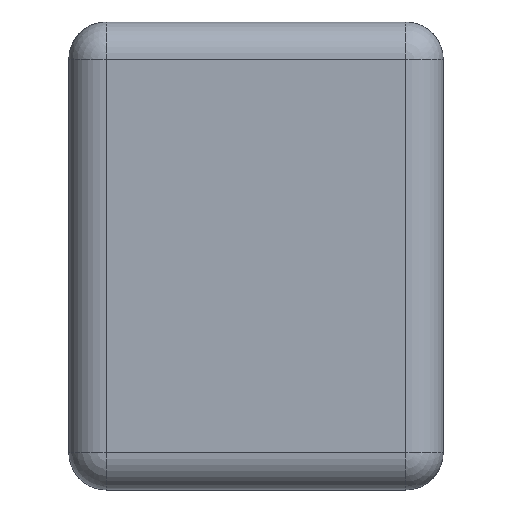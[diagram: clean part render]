
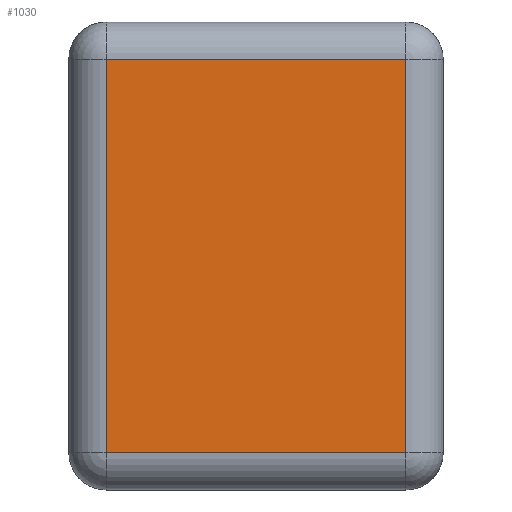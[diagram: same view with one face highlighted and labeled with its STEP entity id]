
A CAD part, left-side view. The second image highlights one B-rep face of the part: STEP entity #1030.
In plain terms, the highlighted planar face has unit normal (-1, 0, 0).
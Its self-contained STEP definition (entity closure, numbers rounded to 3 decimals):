
#46=PLANE('',#1126);
#72=LINE('',#2954,#112);
#73=LINE('',#2956,#113);
#74=LINE('',#2958,#114);
#75=LINE('',#2960,#115);
#112=VECTOR('',#1293,1.);
#113=VECTOR('',#1296,1.);
#114=VECTOR('',#1299,1.);
#115=VECTOR('',#1302,1.);
#171=FACE_OUTER_BOUND('',#233,.T.);
#233=EDGE_LOOP('',(#794,#795,#796,#797));
#416=VERTEX_POINT('',#2926);
#419=VERTEX_POINT('',#2938);
#420=VERTEX_POINT('',#2944);
#421=VERTEX_POINT('',#2950);
#546=EDGE_CURVE('',#421,#420,#72,.T.);
#547=EDGE_CURVE('',#419,#416,#73,.T.);
#548=EDGE_CURVE('',#416,#421,#74,.T.);
#549=EDGE_CURVE('',#419,#420,#75,.T.);
#794=ORIENTED_EDGE('',*,*,#548,.T.);
#795=ORIENTED_EDGE('',*,*,#546,.T.);
#796=ORIENTED_EDGE('',*,*,#549,.F.);
#797=ORIENTED_EDGE('',*,*,#547,.T.);
#1030=ADVANCED_FACE('',(#171),#46,.F.);
#1126=AXIS2_PLACEMENT_3D('',#2961,#1303,#1304);
#1293=DIRECTION('',(0.,0.,1.));
#1296=DIRECTION('',(0.,0.,-1.));
#1299=DIRECTION('',(0.,-1.,0.));
#1302=DIRECTION('',(0.,-1.,0.));
#1303=DIRECTION('center_axis',(1.,0.,0.));
#1304=DIRECTION('ref_axis',(0.,0.,1.));
#2926=CARTESIAN_POINT('',(-1.6,0.8,0.2));
#2938=CARTESIAN_POINT('',(-1.6,0.8,2.3));
#2944=CARTESIAN_POINT('',(-1.6,-0.8,2.3));
#2950=CARTESIAN_POINT('',(-1.6,-0.8,0.2));
#2954=CARTESIAN_POINT('',(-1.6,-0.8,2.3));
#2956=CARTESIAN_POINT('',(-1.6,0.8,0.2));
#2958=CARTESIAN_POINT('',(-1.6,1.,0.2));
#2960=CARTESIAN_POINT('',(-1.6,1.,2.3));
#2961=CARTESIAN_POINT('Origin',(-1.6,1.,2.3));
